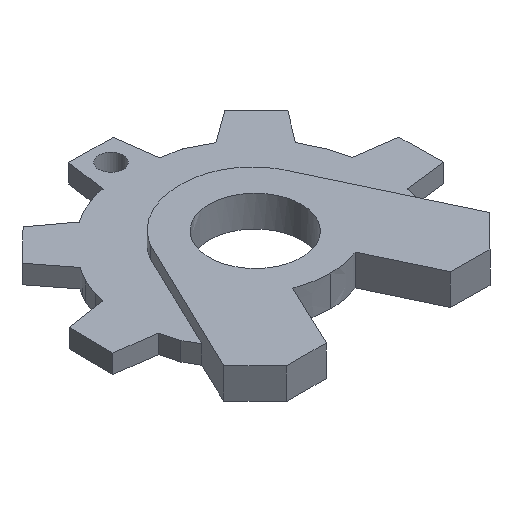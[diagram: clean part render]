
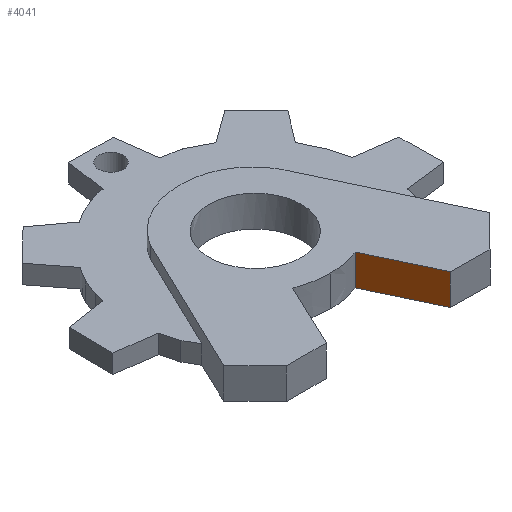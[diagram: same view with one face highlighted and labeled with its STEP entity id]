
A CAD part, isometric view. The second image highlights one B-rep face of the part: STEP entity #4041.
In plain terms, the highlighted face is a extrusion surface.
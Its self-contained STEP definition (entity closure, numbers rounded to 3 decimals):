
#31 = PLANE('',#32);
#32 = AXIS2_PLACEMENT_3D('',#33,#34,#35);
#33 = CARTESIAN_POINT('',(-22.699,-17.475,5.));
#34 = DIRECTION('',(0.,0.,1.));
#35 = DIRECTION('',(1.,0.,0.));
#170 = VERTEX_POINT('',#171);
#171 = CARTESIAN_POINT('',(3.704,-12.242,5.));
#187 = SURFACE_OF_LINEAR_EXTRUSION('',#188,#193);
#188 = B_SPLINE_CURVE_WITH_KNOTS('',3,(#189,#190,#191,#192),
  .UNSPECIFIED.,.F.,.F.,(4,4),(0.,1.),.PIECEWISE_BEZIER_KNOTS.);
#189 = CARTESIAN_POINT('',(3.704,-12.242,0.));
#190 = CARTESIAN_POINT('',(3.704,-12.242,0.));
#191 = CARTESIAN_POINT('',(1.92,-13.193,0.));
#192 = CARTESIAN_POINT('',(-1.172,-13.193,0.));
#193 = VECTOR('',#194,1.);
#194 = DIRECTION('',(-0.,-0.,-1.));
#202 = EDGE_CURVE('',#203,#170,#205,.T.);
#203 = VERTEX_POINT('',#204);
#204 = CARTESIAN_POINT('',(8.64,-22.648,5.));
#205 = SURFACE_CURVE('',#206,(#209,#215),.PCURVE_S1.);
#206 = B_SPLINE_CURVE_WITH_KNOTS('',1,(#207,#208),.UNSPECIFIED.,.F.,.F.,
  (2,2),(0.,40.812),.PIECEWISE_BEZIER_KNOTS.);
#207 = CARTESIAN_POINT('',(8.64,-22.648,5.));
#208 = CARTESIAN_POINT('',(3.704,-12.242,5.));
#209 = PCURVE('',#31,#210);
#210 = DEFINITIONAL_REPRESENTATION('',(#211),#214);
#211 = B_SPLINE_CURVE_WITH_KNOTS('',1,(#212,#213),.UNSPECIFIED.,.F.,.F.,
  (2,2),(0.,40.812),.PIECEWISE_BEZIER_KNOTS.);
#212 = CARTESIAN_POINT('',(31.339,-5.174));
#213 = CARTESIAN_POINT('',(26.404,5.233));
#214 = ( GEOMETRIC_REPRESENTATION_CONTEXT(2) 
PARAMETRIC_REPRESENTATION_CONTEXT() REPRESENTATION_CONTEXT('2D SPACE',''
  ) );
#215 = PCURVE('',#216,#222);
#216 = SURFACE_OF_LINEAR_EXTRUSION('',#217,#220);
#217 = B_SPLINE_CURVE_WITH_KNOTS('',1,(#218,#219),.UNSPECIFIED.,.F.,.F.,
  (2,2),(0.,40.812),.PIECEWISE_BEZIER_KNOTS.);
#218 = CARTESIAN_POINT('',(8.64,-22.648,0.));
#219 = CARTESIAN_POINT('',(3.704,-12.242,0.));
#220 = VECTOR('',#221,1.);
#221 = DIRECTION('',(-0.,-0.,-1.));
#222 = DEFINITIONAL_REPRESENTATION('',(#223),#227);
#223 = LINE('',#224,#225);
#224 = CARTESIAN_POINT('',(0.,-5.));
#225 = VECTOR('',#226,1.);
#226 = DIRECTION('',(1.,0.));
#227 = ( GEOMETRIC_REPRESENTATION_CONTEXT(2) 
PARAMETRIC_REPRESENTATION_CONTEXT() REPRESENTATION_CONTEXT('2D SPACE',''
  ) );
#243 = SURFACE_OF_LINEAR_EXTRUSION('',#244,#247);
#244 = B_SPLINE_CURVE_WITH_KNOTS('',1,(#245,#246),.UNSPECIFIED.,.F.,.F.,
  (2,2),(0.,22.339),.PIECEWISE_BEZIER_KNOTS.);
#245 = CARTESIAN_POINT('',(14.944,-22.767,0.));
#246 = CARTESIAN_POINT('',(8.64,-22.648,0.));
#247 = VECTOR('',#248,1.);
#248 = DIRECTION('',(-0.,-0.,-1.));
#742 = PLANE('',#743);
#743 = AXIS2_PLACEMENT_3D('',#744,#745,#746);
#744 = CARTESIAN_POINT('',(-22.699,-17.475,0.));
#745 = DIRECTION('',(0.,0.,1.));
#746 = DIRECTION('',(1.,0.,0.));
#3947 = EDGE_CURVE('',#3948,#170,#3950,.T.);
#3948 = VERTEX_POINT('',#3949);
#3949 = CARTESIAN_POINT('',(3.704,-12.242,0.));
#3950 = SURFACE_CURVE('',#3951,(#3955,#3962),.PCURVE_S1.);
#3951 = LINE('',#3952,#3953);
#3952 = CARTESIAN_POINT('',(3.704,-12.242,0.));
#3953 = VECTOR('',#3954,1.);
#3954 = DIRECTION('',(0.,0.,1.));
#3955 = PCURVE('',#187,#3956);
#3956 = DEFINITIONAL_REPRESENTATION('',(#3957),#3961);
#3957 = LINE('',#3958,#3959);
#3958 = CARTESIAN_POINT('',(0.,0.));
#3959 = VECTOR('',#3960,1.);
#3960 = DIRECTION('',(0.,-1.));
#3961 = ( GEOMETRIC_REPRESENTATION_CONTEXT(2) 
PARAMETRIC_REPRESENTATION_CONTEXT() REPRESENTATION_CONTEXT('2D SPACE',''
  ) );
#3962 = PCURVE('',#216,#3963);
#3963 = DEFINITIONAL_REPRESENTATION('',(#3964),#3968);
#3964 = LINE('',#3965,#3966);
#3965 = CARTESIAN_POINT('',(40.812,0.));
#3966 = VECTOR('',#3967,1.);
#3967 = DIRECTION('',(0.,-1.));
#3968 = ( GEOMETRIC_REPRESENTATION_CONTEXT(2) 
PARAMETRIC_REPRESENTATION_CONTEXT() REPRESENTATION_CONTEXT('2D SPACE',''
  ) );
#4000 = EDGE_CURVE('',#4001,#203,#4003,.T.);
#4001 = VERTEX_POINT('',#4002);
#4002 = CARTESIAN_POINT('',(8.64,-22.648,0.));
#4003 = SURFACE_CURVE('',#4004,(#4008,#4015),.PCURVE_S1.);
#4004 = LINE('',#4005,#4006);
#4005 = CARTESIAN_POINT('',(8.64,-22.648,0.));
#4006 = VECTOR('',#4007,1.);
#4007 = DIRECTION('',(0.,0.,1.));
#4008 = PCURVE('',#243,#4009);
#4009 = DEFINITIONAL_REPRESENTATION('',(#4010),#4014);
#4010 = LINE('',#4011,#4012);
#4011 = CARTESIAN_POINT('',(22.339,0.));
#4012 = VECTOR('',#4013,1.);
#4013 = DIRECTION('',(0.,-1.));
#4014 = ( GEOMETRIC_REPRESENTATION_CONTEXT(2) 
PARAMETRIC_REPRESENTATION_CONTEXT() REPRESENTATION_CONTEXT('2D SPACE',''
  ) );
#4015 = PCURVE('',#216,#4016);
#4016 = DEFINITIONAL_REPRESENTATION('',(#4017),#4021);
#4017 = LINE('',#4018,#4019);
#4018 = CARTESIAN_POINT('',(0.,0.));
#4019 = VECTOR('',#4020,1.);
#4020 = DIRECTION('',(0.,-1.));
#4021 = ( GEOMETRIC_REPRESENTATION_CONTEXT(2) 
PARAMETRIC_REPRESENTATION_CONTEXT() REPRESENTATION_CONTEXT('2D SPACE',''
  ) );
#4041 = ADVANCED_FACE('',(#4042),#216,.T.);
#4042 = FACE_BOUND('',#4043,.T.);
#4043 = EDGE_LOOP('',(#4044,#4045,#4046,#4047));
#4044 = ORIENTED_EDGE('',*,*,#4000,.T.);
#4045 = ORIENTED_EDGE('',*,*,#202,.T.);
#4046 = ORIENTED_EDGE('',*,*,#3947,.F.);
#4047 = ORIENTED_EDGE('',*,*,#4048,.F.);
#4048 = EDGE_CURVE('',#4001,#3948,#4049,.T.);
#4049 = SURFACE_CURVE('',#4050,(#4053,#4060),.PCURVE_S1.);
#4050 = B_SPLINE_CURVE_WITH_KNOTS('',1,(#4051,#4052),.UNSPECIFIED.,.F.,
  .F.,(2,2),(0.,40.812),.PIECEWISE_BEZIER_KNOTS.);
#4051 = CARTESIAN_POINT('',(8.64,-22.648,0.));
#4052 = CARTESIAN_POINT('',(3.704,-12.242,0.));
#4053 = PCURVE('',#216,#4054);
#4054 = DEFINITIONAL_REPRESENTATION('',(#4055),#4059);
#4055 = LINE('',#4056,#4057);
#4056 = CARTESIAN_POINT('',(0.,0.));
#4057 = VECTOR('',#4058,1.);
#4058 = DIRECTION('',(1.,0.));
#4059 = ( GEOMETRIC_REPRESENTATION_CONTEXT(2) 
PARAMETRIC_REPRESENTATION_CONTEXT() REPRESENTATION_CONTEXT('2D SPACE',''
  ) );
#4060 = PCURVE('',#742,#4061);
#4061 = DEFINITIONAL_REPRESENTATION('',(#4062),#4065);
#4062 = B_SPLINE_CURVE_WITH_KNOTS('',1,(#4063,#4064),.UNSPECIFIED.,.F.,
  .F.,(2,2),(0.,40.812),.PIECEWISE_BEZIER_KNOTS.);
#4063 = CARTESIAN_POINT('',(31.339,-5.174));
#4064 = CARTESIAN_POINT('',(26.404,5.233));
#4065 = ( GEOMETRIC_REPRESENTATION_CONTEXT(2) 
PARAMETRIC_REPRESENTATION_CONTEXT() REPRESENTATION_CONTEXT('2D SPACE',''
  ) );
